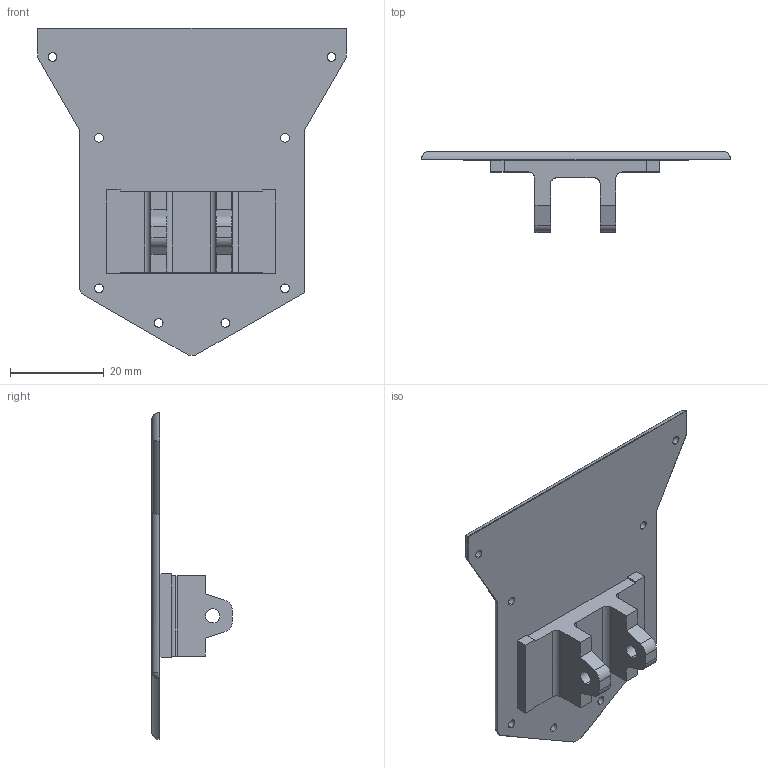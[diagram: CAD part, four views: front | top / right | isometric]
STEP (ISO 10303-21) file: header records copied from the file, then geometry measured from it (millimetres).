
FILE_DESCRIPTION (( 'STEP AP203' ), '1' );
FILE_NAME ('Top brace_Default_sldprt.STEP', '2025-02-28T01:32:14', ( '' ), ( '' ), 'SwSTEP 2.0', 'SolidWorks 2024', '' );
FILE_SCHEMA (( 'CONFIG_CONTROL_DESIGN' ));
Length unit declared in the file: inch
Products named in the file (1): Top brace_Default_sldprt
Bounding box: 66 x 17.26 x 69.89 mm (x, y, z)
Volume: 8571.9 mm3; surface area: 7939.9 mm2
Topology: 1 solids, 1 shells, 85 faces, 234 edges, 151 vertices
Faces by surface type: plane 42, cylinder 40, torus 2, sphere 1
Entity records: 2811 total; most frequent: CARTESIAN_POINT 491, DIRECTION 467, ORIENTED_EDGE 466, EDGE_CURVE 233, VECTOR 157, LINE 157, AXIS2_PLACEMENT_3D 155, VERTEX_POINT 151
